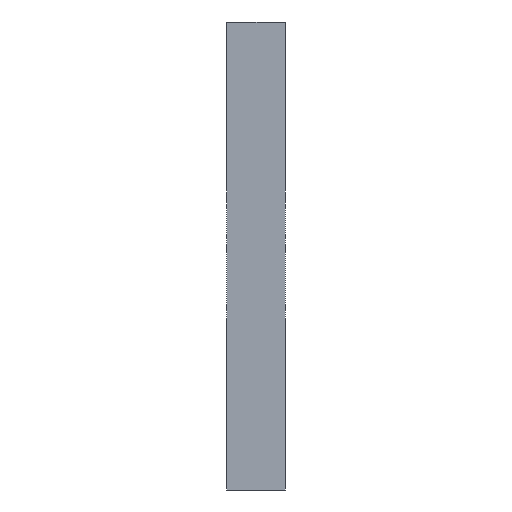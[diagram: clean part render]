
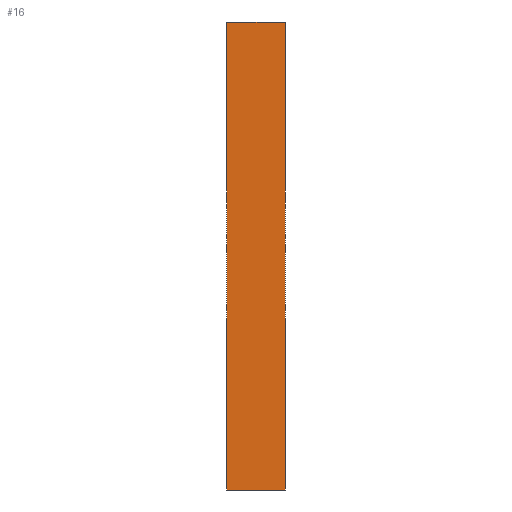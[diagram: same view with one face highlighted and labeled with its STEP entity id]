
A CAD part, left-side view. The second image highlights one B-rep face of the part: STEP entity #16.
In plain terms, the highlighted planar face has unit normal (-1, 0, 0).
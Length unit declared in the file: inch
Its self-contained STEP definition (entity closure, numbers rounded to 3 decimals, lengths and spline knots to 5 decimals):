
#16 = ADVANCED_FACE ( 'NONE', ( #715 ), #256, .F. ) ;
#43 = EDGE_CURVE ( 'NONE', #653, #552, #573, .T. ) ;
#66 = EDGE_CURVE ( 'NONE', #552, #748, #470, .T. ) ;
#69 = EDGE_CURVE ( 'NONE', #653, #501, #662, .T. ) ;
#71 = EDGE_CURVE ( 'NONE', #501, #748, #732, .T. ) ;
#99 = AXIS2_PLACEMENT_3D ( 'NONE', #333, #276, #425 ) ;
#156 = CARTESIAN_POINT ( 'NONE',  ( 0., 0., -1. ) ) ;
#158 = CARTESIAN_POINT ( 'NONE',  ( 0., 0.25, -1. ) ) ;
#164 = CARTESIAN_POINT ( 'NONE',  ( 0., 0., 1. ) ) ;
#187 = CARTESIAN_POINT ( 'NONE',  ( 0., 0.25, 1. ) ) ;
#256 = PLANE ( 'NONE',  #99 ) ;
#276 = DIRECTION ( 'NONE',  ( 1., 0., 0. ) ) ;
#285 = DIRECTION ( 'NONE',  ( 0., -1., 0. ) ) ;
#287 = CARTESIAN_POINT ( 'NONE',  ( 0., 0.25, 1. ) ) ;
#293 = CARTESIAN_POINT ( 'NONE',  ( 0., 0.25, 1. ) ) ;
#333 = CARTESIAN_POINT ( 'NONE',  ( 0., 0.25, 1. ) ) ;
#335 = DIRECTION ( 'NONE',  ( 0., 0., 1. ) ) ;
#354 = DIRECTION ( 'NONE',  ( 0., -1., 0. ) ) ;
#360 = CARTESIAN_POINT ( 'NONE',  ( 0., 0., 1. ) ) ;
#367 = CARTESIAN_POINT ( 'NONE',  ( 0., 0.25, -1. ) ) ;
#425 = DIRECTION ( 'NONE',  ( 0., 0., -1. ) ) ;
#431 = DIRECTION ( 'NONE',  ( 0., 0., 1. ) ) ;
#465 = VECTOR ( 'NONE', #431, 39.37008 ) ;
#469 = EDGE_LOOP ( 'NONE', ( #684, #777, #642, #541 ) ) ;
#470 = LINE ( 'NONE', #360, #465 ) ;
#501 = VERTEX_POINT ( 'NONE', #187 ) ;
#509 = VECTOR ( 'NONE', #335, 39.37008 ) ;
#541 = ORIENTED_EDGE ( 'NONE', *, *, #43, .T. ) ;
#552 = VERTEX_POINT ( 'NONE', #156 ) ;
#563 = VECTOR ( 'NONE', #285, 39.37008 ) ;
#566 = VECTOR ( 'NONE', #354, 39.37008 ) ;
#573 = LINE ( 'NONE', #367, #566 ) ;
#642 = ORIENTED_EDGE ( 'NONE', *, *, #69, .F. ) ;
#653 = VERTEX_POINT ( 'NONE', #158 ) ;
#662 = LINE ( 'NONE', #293, #509 ) ;
#684 = ORIENTED_EDGE ( 'NONE', *, *, #66, .T. ) ;
#715 = FACE_OUTER_BOUND ( 'NONE', #469, .T. ) ;
#732 = LINE ( 'NONE', #287, #563 ) ;
#748 = VERTEX_POINT ( 'NONE', #164 ) ;
#777 = ORIENTED_EDGE ( 'NONE', *, *, #71, .F. ) ;
